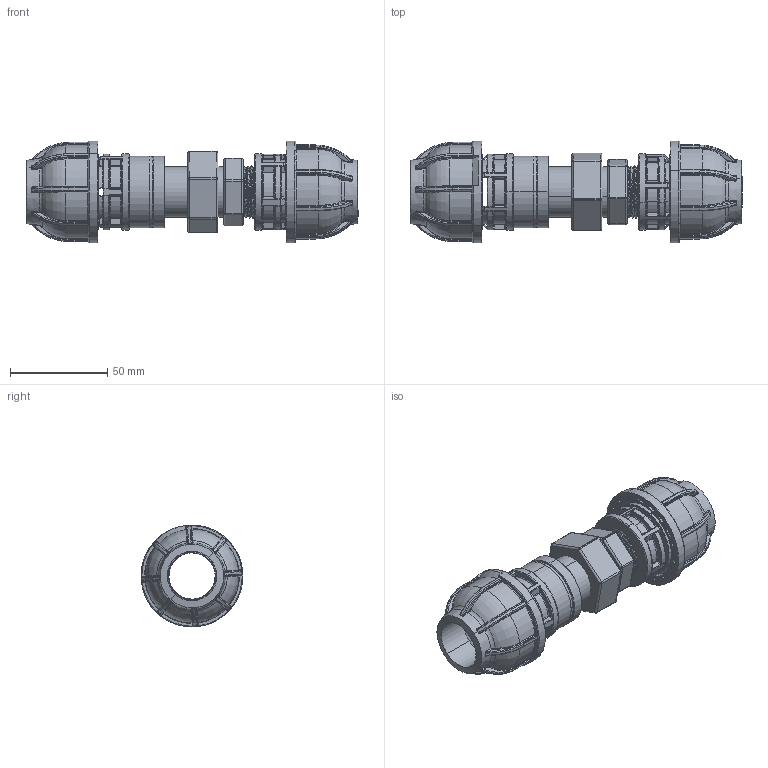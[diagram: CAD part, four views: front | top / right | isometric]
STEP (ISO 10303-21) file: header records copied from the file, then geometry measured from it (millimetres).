
FILE_DESCRIPTION (( 'STEP AP203' ), '1' );
FILE_NAME ('R220.025.034.step', '2013-11-19T09:29:48', ( 'Alusic' ), ( 'Alusic' ), 'SwSTEP 2.0', 'SolidWorks 2011', '' );
FILE_SCHEMA (( 'CONFIG_CONTROL_DESIGN' ));
Length unit declared in the file: millimetre
Products named in the file (1): R220.025.034
Bounding box: 170.67 x 52.39 x 52.39 mm (x, y, z)
Surface area: 49298.5 mm2 (no closed solid volume)
Topology: 0 solids, 19 shells, 1679 faces, 6050 edges, 4102 vertices
Faces by surface type: cylinder 564, torus 348, bspline 313, plane 304, sphere 102, cone 48
Entity records: 99421 total; most frequent: CARTESIAN_POINT 53961, ORIENTED_EDGE 9931, DIRECTION 8353, EDGE_CURVE 5966, VERTEX_POINT 4096, AXIS2_PLACEMENT_3D 3574, B_SPLINE_CURVE_WITH_KNOTS 2387, CIRCLE 2207
